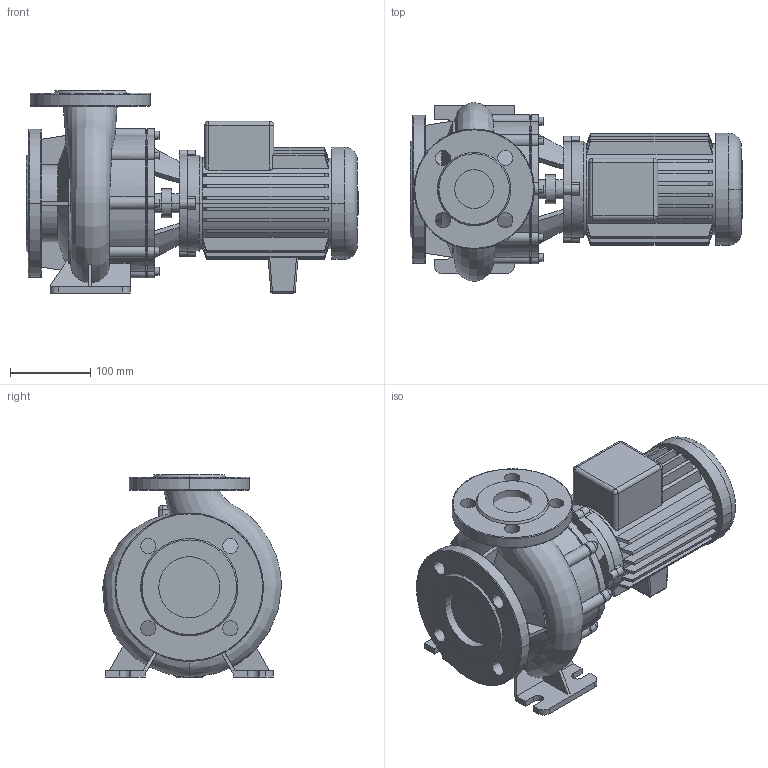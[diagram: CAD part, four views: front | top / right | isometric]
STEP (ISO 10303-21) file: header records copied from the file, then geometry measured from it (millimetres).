
FILE_DESCRIPTION((''),'2;1');
FILE_NAME('3d_BM40_145-0_37_4-2096578.stp','2011-01-26T14:44:20',(''),(''),'Mechanical Desktop 2008','Mechanical Desktop 2008',', , ');
FILE_SCHEMA(('CONFIG_CONTROL_DESIGN'));
Length unit declared in the file: millimetre
Products named in the file (1): Product
Bounding box: 414 x 222.79 x 252 mm (x, y, z)
Volume: 7533296.2 mm3; surface area: 637765.4 mm2
Topology: 11 solids, 11 shells, 616 faces, 1574 edges, 1008 vertices
Faces by surface type: plane 280, bspline 156, cylinder 126, cone 44, sphere 8, torus 2
Entity records: 25970 total; most frequent: CARTESIAN_POINT 11701, ORIENTED_EDGE 3132, DIRECTION 2695, EDGE_CURVE 1566, VERTEX_POINT 1008, AXIS2_PLACEMENT_3D 918, VECTOR 859, LINE 859
